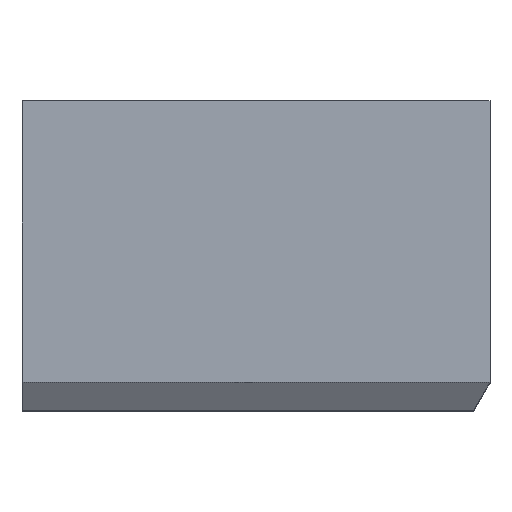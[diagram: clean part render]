
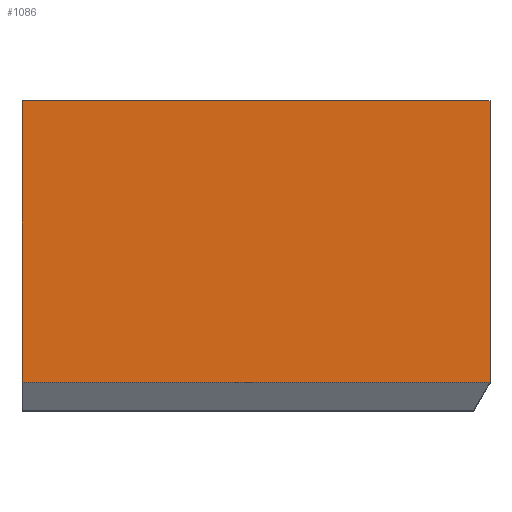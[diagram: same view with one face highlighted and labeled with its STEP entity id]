
A CAD part, top view. The second image highlights one B-rep face of the part: STEP entity #1086.
In plain terms, the highlighted planar face has unit normal (0, 0, 1).
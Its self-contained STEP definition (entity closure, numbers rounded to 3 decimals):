
#108=FACE_OUTER_BOUND('',#181,.T.);
#181=EDGE_LOOP('',(#848,#849,#850,#851));
#227=LINE('',#1559,#342);
#254=LINE('',#1624,#369);
#284=LINE('',#1742,#399);
#285=LINE('',#1743,#400);
#342=VECTOR('',#1247,10.);
#369=VECTOR('',#1288,10.);
#399=VECTOR('',#1414,10.);
#400=VECTOR('',#1415,10.);
#455=VERTEX_POINT('',#1552);
#458=VERTEX_POINT('',#1557);
#489=VERTEX_POINT('',#1623);
#529=VERTEX_POINT('',#1741);
#562=EDGE_CURVE('',#458,#455,#227,.T.);
#594=EDGE_CURVE('',#489,#455,#254,.T.);
#651=EDGE_CURVE('',#529,#458,#284,.T.);
#652=EDGE_CURVE('',#489,#529,#285,.T.);
#848=ORIENTED_EDGE('',*,*,#562,.F.);
#849=ORIENTED_EDGE('',*,*,#651,.F.);
#850=ORIENTED_EDGE('',*,*,#652,.F.);
#851=ORIENTED_EDGE('',*,*,#594,.T.);
#1032=PLANE('',#1198);
#1086=ADVANCED_FACE('',(#108),#1032,.T.);
#1198=AXIS2_PLACEMENT_3D('',#1740,#1412,#1413);
#1247=DIRECTION('',(-1.,0.,0.));
#1288=DIRECTION('',(0.,-1.,0.));
#1412=DIRECTION('center_axis',(0.,0.,1.));
#1413=DIRECTION('ref_axis',(1.,0.,0.));
#1414=DIRECTION('',(0.,-1.,0.));
#1415=DIRECTION('',(1.,0.,0.));
#1552=CARTESIAN_POINT('',(-80.,6.,28.1));
#1557=CARTESIAN_POINT('',(-29.856,6.,28.1));
#1559=CARTESIAN_POINT('',(-60.,6.,28.1));
#1623=CARTESIAN_POINT('',(-80.,36.2,28.1));
#1624=CARTESIAN_POINT('',(-80.,11.,28.1));
#1740=CARTESIAN_POINT('Origin',(-80.,11.,28.1));
#1741=CARTESIAN_POINT('',(-29.856,36.2,28.1));
#1742=CARTESIAN_POINT('',(-29.856,0.,28.1));
#1743=CARTESIAN_POINT('',(-80.,36.2,28.1));
